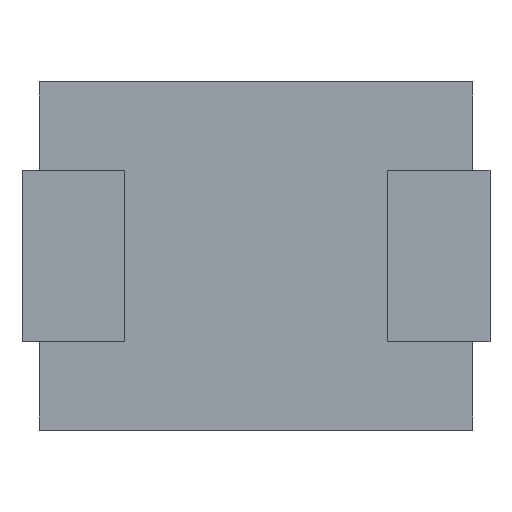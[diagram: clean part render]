
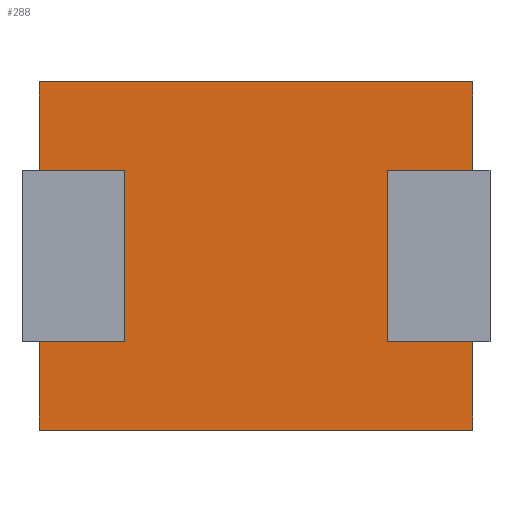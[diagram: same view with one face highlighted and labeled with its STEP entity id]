
A CAD part, front view. The second image highlights one B-rep face of the part: STEP entity #288.
In plain terms, the highlighted planar face has unit normal (0, -1, 0).
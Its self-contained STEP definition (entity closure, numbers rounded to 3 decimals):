
#1=DIRECTION('',(0.,0.,1.));
#2=VECTOR('',#1,3.);
#3=CARTESIAN_POINT('',(2.3,0.,-1.5));
#4=LINE('',#3,#2);
#5=DIRECTION('',(-1.,0.,0.));
#6=VECTOR('',#5,1.5);
#7=CARTESIAN_POINT('',(3.8,0.,-1.5));
#8=LINE('',#7,#6);
#9=DIRECTION('',(0.,0.,-1.));
#10=VECTOR('',#9,1.55);
#11=CARTESIAN_POINT('',(3.8,0.,-1.5));
#12=LINE('',#11,#10);
#13=DIRECTION('',(-1.,0.,0.));
#14=VECTOR('',#13,7.6);
#15=CARTESIAN_POINT('',(3.8,0.,-3.05));
#16=LINE('',#15,#14);
#17=DIRECTION('',(0.,0.,1.));
#18=VECTOR('',#17,1.55);
#19=CARTESIAN_POINT('',(-3.8,0.,-3.05));
#20=LINE('',#19,#18);
#21=DIRECTION('',(1.,0.,0.));
#22=VECTOR('',#21,1.5);
#23=CARTESIAN_POINT('',(-3.8,0.,-1.5));
#24=LINE('',#23,#22);
#25=DIRECTION('',(0.,0.,-1.));
#26=VECTOR('',#25,3.);
#27=CARTESIAN_POINT('',(-2.3,0.,1.5));
#28=LINE('',#27,#26);
#29=DIRECTION('',(1.,0.,0.));
#30=VECTOR('',#29,1.5);
#31=CARTESIAN_POINT('',(-3.8,0.,1.5));
#32=LINE('',#31,#30);
#33=DIRECTION('',(0.,0.,1.));
#34=VECTOR('',#33,1.55);
#35=CARTESIAN_POINT('',(-3.8,0.,1.5));
#36=LINE('',#35,#34);
#37=DIRECTION('',(1.,0.,0.));
#38=VECTOR('',#37,7.6);
#39=CARTESIAN_POINT('',(-3.8,0.,3.05));
#40=LINE('',#39,#38);
#41=DIRECTION('',(0.,0.,-1.));
#42=VECTOR('',#41,1.55);
#43=CARTESIAN_POINT('',(3.8,0.,3.05));
#44=LINE('',#43,#42);
#45=DIRECTION('',(-1.,0.,0.));
#46=VECTOR('',#45,1.5);
#47=CARTESIAN_POINT('',(3.8,0.,1.5));
#48=LINE('',#47,#46);
#193=CARTESIAN_POINT('',(-3.8,0.,3.05));
#194=CARTESIAN_POINT('',(3.8,0.,3.05));
#195=VERTEX_POINT('',#193);
#196=VERTEX_POINT('',#194);
#197=CARTESIAN_POINT('',(3.8,0.,-3.05));
#198=CARTESIAN_POINT('',(-3.8,0.,-3.05));
#199=VERTEX_POINT('',#197);
#200=VERTEX_POINT('',#198);
#233=CARTESIAN_POINT('',(2.3,0.,-1.5));
#234=CARTESIAN_POINT('',(2.3,0.,1.5));
#235=VERTEX_POINT('',#233);
#236=VERTEX_POINT('',#234);
#237=CARTESIAN_POINT('',(3.8,0.,1.5));
#238=VERTEX_POINT('',#237);
#239=CARTESIAN_POINT('',(3.8,0.,-1.5));
#240=VERTEX_POINT('',#239);
#241=CARTESIAN_POINT('',(-3.8,0.,-1.5));
#242=CARTESIAN_POINT('',(-2.3,0.,-1.5));
#243=VERTEX_POINT('',#241);
#244=VERTEX_POINT('',#242);
#245=CARTESIAN_POINT('',(-3.8,0.,1.5));
#246=CARTESIAN_POINT('',(-2.3,0.,1.5));
#247=VERTEX_POINT('',#245);
#248=VERTEX_POINT('',#246);
#257=CARTESIAN_POINT('',(0.,0.,0.));
#258=DIRECTION('',(0.,1.,0.));
#259=DIRECTION('',(1.,0.,0.));
#260=AXIS2_PLACEMENT_3D('',#257,#258,#259);
#261=PLANE('',#260);
#263=ORIENTED_EDGE('',*,*,#262,.F.);
#265=ORIENTED_EDGE('',*,*,#264,.F.);
#267=ORIENTED_EDGE('',*,*,#266,.T.);
#269=ORIENTED_EDGE('',*,*,#268,.T.);
#271=ORIENTED_EDGE('',*,*,#270,.T.);
#273=ORIENTED_EDGE('',*,*,#272,.T.);
#275=ORIENTED_EDGE('',*,*,#274,.F.);
#277=ORIENTED_EDGE('',*,*,#276,.F.);
#279=ORIENTED_EDGE('',*,*,#278,.T.);
#281=ORIENTED_EDGE('',*,*,#280,.T.);
#283=ORIENTED_EDGE('',*,*,#282,.T.);
#285=ORIENTED_EDGE('',*,*,#284,.T.);
#286=EDGE_LOOP('',(#263,#265,#267,#269,#271,#273,#275,#277,#279,#281,#283,
#285));
#287=FACE_OUTER_BOUND('',#286,.F.);
#262=EDGE_CURVE('',#235,#236,#4,.T.);
#264=EDGE_CURVE('',#240,#235,#8,.T.);
#266=EDGE_CURVE('',#240,#199,#12,.T.);
#268=EDGE_CURVE('',#199,#200,#16,.T.);
#270=EDGE_CURVE('',#200,#243,#20,.T.);
#272=EDGE_CURVE('',#243,#244,#24,.T.);
#274=EDGE_CURVE('',#248,#244,#28,.T.);
#276=EDGE_CURVE('',#247,#248,#32,.T.);
#278=EDGE_CURVE('',#247,#195,#36,.T.);
#280=EDGE_CURVE('',#195,#196,#40,.T.);
#282=EDGE_CURVE('',#196,#238,#44,.T.);
#284=EDGE_CURVE('',#238,#236,#48,.T.);
#288=ADVANCED_FACE('',(#287),#261,.F.);
